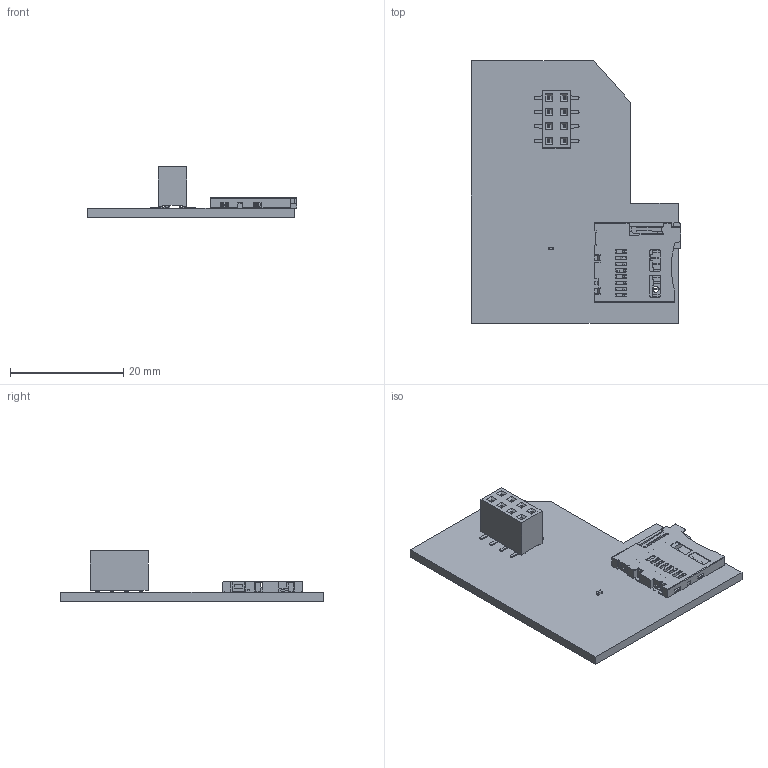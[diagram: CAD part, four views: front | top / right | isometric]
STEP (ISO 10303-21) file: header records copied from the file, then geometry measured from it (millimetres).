
FILE_DESCRIPTION(('FreeCAD Model'),'2;1');
FILE_NAME('Open CASCADE Shape Model','2023-02-11T15:54:21',('Author'),( ''),'Open CASCADE STEP processor 7.5','FreeCAD','Unknown');
FILE_SCHEMA(('AUTOMOTIVE_DESIGN { 1 0 10303 214 1 1 1 1 }'));
Length unit declared in the file: millimetre
Products named in the file (10): Gamecube_SD2SP2PRO; Local_CS_527a; Board_Geoms_527a; Pcb_527a; PCB_Sketch_527a; Step_Models_527a; Top_527a; C1_C_0402_1005Metric_00005bbdd2da; J2_PinSocket_2x04_P254mm_Vertical_SMD_b7ac2868619c; J3_473521001_microSD_485e4b754b6d
Assembly tree (9 placements, depth 4):
  Gamecube_SD2SP2PRO
    Local_CS_527a
    Board_Geoms_527a
      Pcb_527a
      PCB_Sketch_527a
    Step_Models_527a
      Top_527a
        C1_C_0402_1005Metric_00005bbdd2da
        J2_PinSocket_2x04_P254mm_Vertical_SMD_b7ac2868619c
        J3_473521001_microSD_485e4b754b6d
Bounding box: 36.88 x 46.33 x 8.9 mm (x, y, z)
Volume: 2844.2 mm3; surface area: 4458.3 mm2
Topology: 4 solids, 4 shells, 975 faces, 2702 edges, 1781 vertices
Faces by surface type: plane 743, cylinder 232
Full cylindrical faces by diameter (mm): 1.05 x2
Entity records: 37560 total; most frequent: CARTESIAN_POINT 5765, ORIENTED_EDGE 5390, DIRECTION 4941, EDGE_CURVE 2695, LINE 2235, VECTOR 2235, VERTEX_POINT 1767, AXIS2_PLACEMENT_3D 1353
